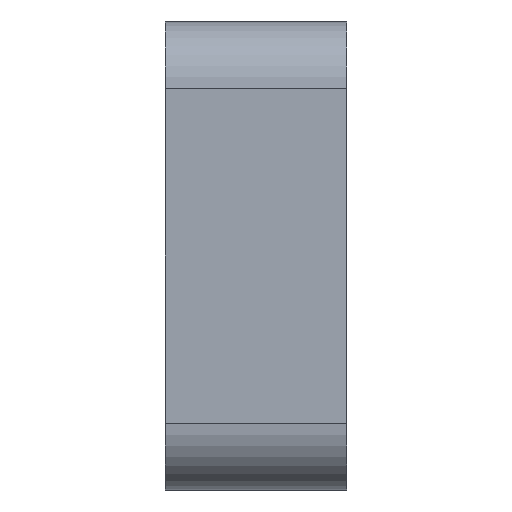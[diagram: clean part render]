
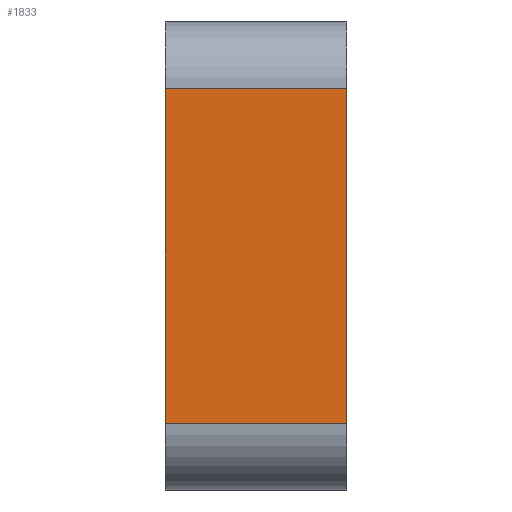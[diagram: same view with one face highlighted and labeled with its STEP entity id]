
A CAD part, left-side view. The second image highlights one B-rep face of the part: STEP entity #1833.
In plain terms, the highlighted planar face has unit normal (-1, 0, 0).
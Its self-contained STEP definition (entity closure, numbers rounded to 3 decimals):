
#93 = VERTEX_POINT ( 'NONE', #541 ) ;
#108 = DIRECTION ( 'NONE',  ( 1., 0., 0. ) ) ;
#117 = CARTESIAN_POINT ( 'NONE',  ( -153.5, 27.08, -35. ) ) ;
#148 = VECTOR ( 'NONE', #565, 1000. ) ;
#166 = DIRECTION ( 'NONE',  ( 0., 0., 1. ) ) ;
#175 = CARTESIAN_POINT ( 'NONE',  ( -153.5, 0., -25. ) ) ;
#199 = ORIENTED_EDGE ( 'NONE', *, *, #1039, .F. ) ;
#221 = LINE ( 'NONE', #1240, #148 ) ;
#331 = CARTESIAN_POINT ( 'NONE',  ( -153.5, 27.08, -25. ) ) ;
#355 = EDGE_CURVE ( 'NONE', #386, #1147, #1330, .T. ) ;
#370 = AXIS2_PLACEMENT_3D ( 'NONE', #1314, #108, #1151 ) ;
#386 = VERTEX_POINT ( 'NONE', #2001 ) ;
#541 = CARTESIAN_POINT ( 'NONE',  ( -153.5, 27.08, 25. ) ) ;
#565 = DIRECTION ( 'NONE',  ( 0., 1., 0. ) ) ;
#588 = VECTOR ( 'NONE', #1730, 1000. ) ;
#686 = CARTESIAN_POINT ( 'NONE',  ( -153.5, 0., 25. ) ) ;
#800 = ORIENTED_EDGE ( 'NONE', *, *, #2110, .T. ) ;
#848 = DIRECTION ( 'NONE',  ( 0., -1., 0. ) ) ;
#967 = FACE_OUTER_BOUND ( 'NONE', #2186, .T. ) ;
#1039 = EDGE_CURVE ( 'NONE', #386, #93, #1675, .T. ) ;
#1147 = VERTEX_POINT ( 'NONE', #175 ) ;
#1151 = DIRECTION ( 'NONE',  ( 0., 0., -1. ) ) ;
#1240 = CARTESIAN_POINT ( 'NONE',  ( -153.5, 27.08, 25. ) ) ;
#1309 = EDGE_CURVE ( 'NONE', #2044, #93, #221, .T. ) ;
#1314 = CARTESIAN_POINT ( 'NONE',  ( -153.5, 27.08, -35. ) ) ;
#1330 = LINE ( 'NONE', #331, #1509 ) ;
#1440 = ORIENTED_EDGE ( 'NONE', *, *, #1309, .T. ) ;
#1509 = VECTOR ( 'NONE', #848, 1000. ) ;
#1593 = CARTESIAN_POINT ( 'NONE',  ( -153.5, 0., -35. ) ) ;
#1608 = ORIENTED_EDGE ( 'NONE', *, *, #355, .T. ) ;
#1675 = LINE ( 'NONE', #117, #2222 ) ;
#1730 = DIRECTION ( 'NONE',  ( 0., 0., 1. ) ) ;
#1833 = ADVANCED_FACE ( 'NONE', ( #967 ), #1999, .F. ) ;
#1900 = LINE ( 'NONE', #1593, #588 ) ;
#1999 = PLANE ( 'NONE',  #370 ) ;
#2001 = CARTESIAN_POINT ( 'NONE',  ( -153.5, 27.08, -25. ) ) ;
#2044 = VERTEX_POINT ( 'NONE', #686 ) ;
#2110 = EDGE_CURVE ( 'NONE', #1147, #2044, #1900, .T. ) ;
#2186 = EDGE_LOOP ( 'NONE', ( #800, #1440, #199, #1608 ) ) ;
#2222 = VECTOR ( 'NONE', #166, 1000. ) ;
